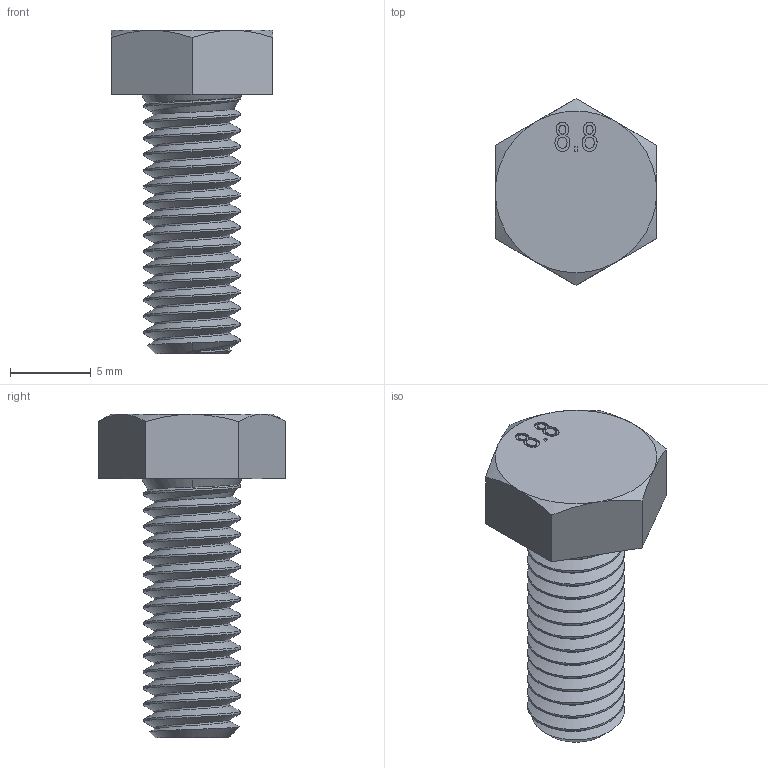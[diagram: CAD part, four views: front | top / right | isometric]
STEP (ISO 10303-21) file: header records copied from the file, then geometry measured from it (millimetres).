
FILE_DESCRIPTION (( 'STEP AP203' ), '1' );
FILE_NAME ('91280A326_Medium-Strength Class 8.8 Steel Hex Head Screw.STEP', '2022-04-18T19:06:32', ( 'Administrator' ), ( 'Managed by Terraform' ), 'SwSTEP 2.0', 'SolidWorks 2017', '' );
FILE_SCHEMA (( 'CONFIG_CONTROL_DESIGN' ));
Length unit declared in the file: millimetre
Products named in the file (1): 91280A326_Medium-Strength Class 8.8 Steel Hex Head Screw
Bounding box: 10 x 11.55 x 20 mm (x, y, z)
Volume: 709.9 mm3; surface area: 757.6 mm2
Topology: 1 solids, 1 shells, 99 faces, 263 edges, 174 vertices
Faces by surface type: bspline 35, cylinder 31, plane 20, cone 13
Entity records: 7455 total; most frequent: CARTESIAN_POINT 5380, ORIENTED_EDGE 526, EDGE_CURVE 263, DIRECTION 251, VERTEX_POINT 174, EDGE_LOOP 107, FACE_OUTER_BOUND 99, ADVANCED_FACE 99
